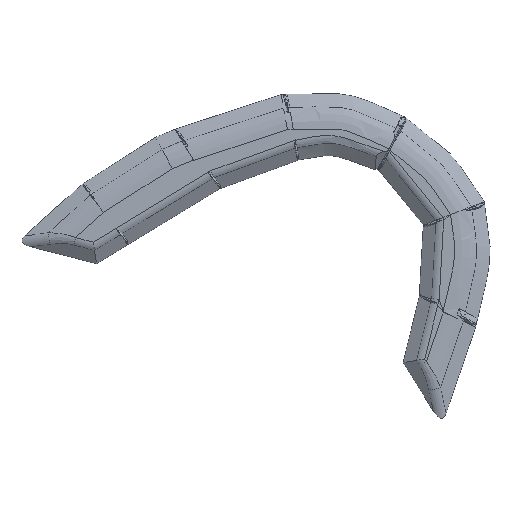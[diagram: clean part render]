
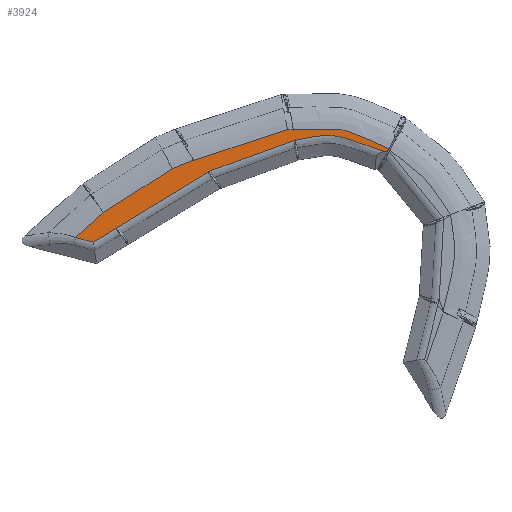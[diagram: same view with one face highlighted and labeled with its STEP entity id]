
A CAD part, top view. The second image highlights one B-rep face of the part: STEP entity #3924.
In plain terms, the highlighted planar face has unit normal (0, 0, 1).
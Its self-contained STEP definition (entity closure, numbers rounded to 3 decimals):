
#431=FACE_OUTER_BOUND('',#653,.T.);
#653=EDGE_LOOP('',(#3460,#3461,#3462,#3463,#3464,#3465,#3466,#3467,#3468,
#3469,#3470,#3471,#3472,#3473,#3474,#3475,#3476,#3477,#3478));
#778=B_SPLINE_CURVE_WITH_KNOTS('',3,(#6509,#6510,#6511,#6512,#6513,#6514),
 .UNSPECIFIED.,.F.,.F.,(4,2,4),(0.177,0.221,0.397),
 .UNSPECIFIED.);
#876=B_SPLINE_CURVE_WITH_KNOTS('',3,(#8587,#8588,#8589,#8590,#8591,#8592,
#8593,#8594,#8595,#8596,#8597,#8598,#8599,#8600,#8601,#8602),
 .UNSPECIFIED.,.F.,.F.,(4,1,1,1,1,1,1,1,1,1,1,1,1,4),(0.175,
0.621,1.175,1.452,1.729,1.867,
2.006,2.144,2.283,2.421,2.559,
2.836,3.39,3.906),.UNSPECIFIED.);
#882=B_SPLINE_CURVE_WITH_KNOTS('',3,(#8903,#8904,#8905,#8906,#8907,#8908,
#8909,#8910,#8911,#8912,#8913,#8914),.UNSPECIFIED.,.F.,.F.,(4,2,1,1,1,1,
1,1,4),(-0.083,0.,0.675,1.349,2.024,
2.108,2.361,2.698,3.365),
 .UNSPECIFIED.);
#884=B_SPLINE_CURVE_WITH_KNOTS('',3,(#8953,#8954,#8955,#8956),
 .UNSPECIFIED.,.F.,.F.,(4,4),(0.214,0.247),
 .UNSPECIFIED.);
#915=LINE('',#5865,#1187);
#924=LINE('',#6169,#1196);
#939=LINE('',#6912,#1211);
#942=LINE('',#6938,#1214);
#954=LINE('',#7187,#1226);
#1085=LINE('',#8231,#1357);
#1086=LINE('',#8234,#1358);
#1102=LINE('',#8586,#1374);
#1103=LINE('',#8608,#1375);
#1111=LINE('',#8647,#1383);
#1133=LINE('',#8726,#1405);
#1134=LINE('',#8768,#1406);
#1135=LINE('',#8916,#1407);
#1136=LINE('',#8958,#1408);
#1137=LINE('',#8959,#1409);
#1187=VECTOR('',#4254,10.);
#1196=VECTOR('',#4289,10.);
#1211=VECTOR('',#4348,10.);
#1214=VECTOR('',#4359,10.);
#1226=VECTOR('',#4395,10.);
#1357=VECTOR('',#4718,10.);
#1358=VECTOR('',#4723,10.);
#1374=VECTOR('',#4755,10.);
#1375=VECTOR('',#4760,10.);
#1383=VECTOR('',#4784,10.);
#1405=VECTOR('',#4854,10.);
#1406=VECTOR('',#4857,10.);
#1407=VECTOR('',#4864,10.);
#1408=VECTOR('',#4867,10.);
#1409=VECTOR('',#4868,10.);
#1508=VERTEX_POINT('',#5847);
#1509=VERTEX_POINT('',#5864);
#1533=VERTEX_POINT('',#6159);
#1536=VERTEX_POINT('',#6167);
#1557=VERTEX_POINT('',#6479);
#1558=VERTEX_POINT('',#6508);
#1586=VERTEX_POINT('',#6897);
#1587=VERTEX_POINT('',#6911);
#1594=VERTEX_POINT('',#6936);
#1612=VERTEX_POINT('',#7185);
#1750=VERTEX_POINT('',#8230);
#1760=VERTEX_POINT('',#8585);
#1761=VERTEX_POINT('',#8604);
#1763=VERTEX_POINT('',#8607);
#1770=VERTEX_POINT('',#8646);
#1781=VERTEX_POINT('',#8724);
#1782=VERTEX_POINT('',#8744);
#1783=VERTEX_POINT('',#8767);
#1785=VERTEX_POINT('',#8892);
#1899=EDGE_CURVE('',#1509,#1508,#915,.T.);
#1937=EDGE_CURVE('',#1536,#1533,#924,.T.);
#1968=EDGE_CURVE('',#1557,#1558,#778,.T.);
#2011=EDGE_CURVE('',#1586,#1587,#939,.T.);
#2020=EDGE_CURVE('',#1594,#1586,#942,.T.);
#2049=EDGE_CURVE('',#1612,#1557,#954,.T.);
#2272=EDGE_CURVE('',#1587,#1750,#1085,.T.);
#2274=EDGE_CURVE('',#1612,#1750,#1086,.T.);
#2298=EDGE_CURVE('',#1760,#1558,#1102,.T.);
#2299=EDGE_CURVE('',#1760,#1508,#876,.T.);
#2301=EDGE_CURVE('',#1763,#1761,#1103,.T.);
#2313=EDGE_CURVE('',#1770,#1594,#1111,.T.);
#2347=EDGE_CURVE('',#1781,#1770,#1133,.T.);
#2349=EDGE_CURVE('',#1783,#1782,#1134,.T.);
#2355=EDGE_CURVE('',#1785,#1782,#882,.T.);
#2356=EDGE_CURVE('',#1783,#1781,#1135,.T.);
#2358=EDGE_CURVE('',#1509,#1536,#884,.T.);
#2359=EDGE_CURVE('',#1763,#1785,#1136,.T.);
#2360=EDGE_CURVE('',#1533,#1761,#1137,.T.);
#3460=ORIENTED_EDGE('',*,*,#1937,.F.);
#3461=ORIENTED_EDGE('',*,*,#2358,.F.);
#3462=ORIENTED_EDGE('',*,*,#1899,.T.);
#3463=ORIENTED_EDGE('',*,*,#2299,.F.);
#3464=ORIENTED_EDGE('',*,*,#2298,.T.);
#3465=ORIENTED_EDGE('',*,*,#1968,.F.);
#3466=ORIENTED_EDGE('',*,*,#2049,.F.);
#3467=ORIENTED_EDGE('',*,*,#2274,.T.);
#3468=ORIENTED_EDGE('',*,*,#2272,.F.);
#3469=ORIENTED_EDGE('',*,*,#2011,.F.);
#3470=ORIENTED_EDGE('',*,*,#2020,.F.);
#3471=ORIENTED_EDGE('',*,*,#2313,.F.);
#3472=ORIENTED_EDGE('',*,*,#2347,.F.);
#3473=ORIENTED_EDGE('',*,*,#2356,.F.);
#3474=ORIENTED_EDGE('',*,*,#2349,.T.);
#3475=ORIENTED_EDGE('',*,*,#2355,.F.);
#3476=ORIENTED_EDGE('',*,*,#2359,.F.);
#3477=ORIENTED_EDGE('',*,*,#2301,.T.);
#3478=ORIENTED_EDGE('',*,*,#2360,.F.);
#3650=PLANE('',#4168);
#3924=ADVANCED_FACE('',(#431),#3650,.T.);
#4168=AXIS2_PLACEMENT_3D('',#8957,#4865,#4866);
#4254=DIRECTION('',(0.47,0.883,0.));
#4289=DIRECTION('',(-0.471,-0.882,0.));
#4348=DIRECTION('',(0.844,0.537,0.));
#4359=DIRECTION('',(0.743,0.669,0.));
#4395=DIRECTION('',(0.95,0.311,0.));
#4718=DIRECTION('',(0.925,0.381,0.));
#4723=DIRECTION('',(-0.52,0.854,0.));
#4755=DIRECTION('',(-0.179,0.984,0.));
#4760=DIRECTION('',(0.47,0.883,0.));
#4784=DIRECTION('',(-0.968,0.251,0.));
#4854=DIRECTION('',(-0.854,-0.52,0.));
#4857=DIRECTION('',(0.179,-0.984,0.));
#4864=DIRECTION('',(-0.94,-0.342,0.));
#4865=DIRECTION('center_axis',(0.,0.,
1.));
#4866=DIRECTION('ref_axis',(-0.423,-0.906,0.));
#4867=DIRECTION('',(-0.985,-0.175,0.));
#4868=DIRECTION('',(-0.628,0.778,0.));
#5847=CARTESIAN_POINT('',(49.009,54.535,3.978));
#5864=CARTESIAN_POINT('',(48.937,54.398,3.978));
#5865=CARTESIAN_POINT('',(44.937,46.878,3.978));
#6159=CARTESIAN_POINT('',(48.991,53.818,3.978));
#6167=CARTESIAN_POINT('',(49.195,54.201,3.978));
#6169=CARTESIAN_POINT('',(110.916,169.807,3.978));
#6479=CARTESIAN_POINT('',(10.949,61.651,3.978));
#6508=CARTESIAN_POINT('',(13.146,61.757,3.978));
#6509=CARTESIAN_POINT('Ctrl Pts',(10.949,61.651,3.978));
#6510=CARTESIAN_POINT('Ctrl Pts',(11.097,61.658,3.978));
#6511=CARTESIAN_POINT('Ctrl Pts',(11.246,61.665,3.978));
#6512=CARTESIAN_POINT('Ctrl Pts',(11.979,61.701,3.978));
#6513=CARTESIAN_POINT('Ctrl Pts',(12.562,61.729,3.978));
#6514=CARTESIAN_POINT('Ctrl Pts',(13.146,61.757,3.978));
#6897=CARTESIAN_POINT('',(-58.072,30.618,3.978));
#6911=CARTESIAN_POINT('',(-32.315,47.014,3.978));
#6912=CARTESIAN_POINT('',(245.723,224.001,3.978));
#6936=CARTESIAN_POINT('',(-68.595,21.14,3.978));
#6938=CARTESIAN_POINT('',(187.371,251.688,3.978));
#7185=CARTESIAN_POINT('',(-24.284,50.114,3.978));
#7187=CARTESIAN_POINT('',(324.11,164.2,3.978));
#8230=CARTESIAN_POINT('',(-24.386,50.281,3.978));
#8231=CARTESIAN_POINT('',(299.974,183.953,3.978));
#8234=CARTESIAN_POINT('',(-31.353,61.735,3.978));
#8585=CARTESIAN_POINT('',(13.146,61.755,3.978));
#8586=CARTESIAN_POINT('',(15.233,50.273,3.978));
#8587=CARTESIAN_POINT('Ctrl Pts',(13.146,61.755,3.978));
#8588=CARTESIAN_POINT('Ctrl Pts',(14.63,61.823,3.978));
#8589=CARTESIAN_POINT('Ctrl Pts',(17.957,61.964,3.978));
#8590=CARTESIAN_POINT('Ctrl Pts',(22.21,62.094,3.978));
#8591=CARTESIAN_POINT('Ctrl Pts',(25.903,62.103,3.978));
#8592=CARTESIAN_POINT('Ctrl Pts',(28.21,62.025,3.978));
#8593=CARTESIAN_POINT('Ctrl Pts',(30.049,61.854,3.978));
#8594=CARTESIAN_POINT('Ctrl Pts',(31.418,61.64,3.978));
#8595=CARTESIAN_POINT('Ctrl Pts',(32.766,61.321,3.978));
#8596=CARTESIAN_POINT('Ctrl Pts',(34.091,60.92,3.978));
#8597=CARTESIAN_POINT('Ctrl Pts',(35.399,60.464,3.978));
#8598=CARTESIAN_POINT('Ctrl Pts',(37.125,59.809,3.978));
#8599=CARTESIAN_POINT('Ctrl Pts',(40.112,58.577,3.978));
#8600=CARTESIAN_POINT('Ctrl Pts',(44.213,56.753,3.978));
#8601=CARTESIAN_POINT('Ctrl Pts',(47.45,55.26,3.978));
#8602=CARTESIAN_POINT('Ctrl Pts',(49.009,54.535,3.978));
#8604=CARTESIAN_POINT('',(48.772,54.089,3.978));
#8607=CARTESIAN_POINT('',(48.517,53.609,3.978));
#8608=CARTESIAN_POINT('',(44.937,46.878,3.978));
#8646=CARTESIAN_POINT('',(-61.92,19.408,3.978));
#8647=CARTESIAN_POINT('',(275.153,-68.038,3.978));
#8724=CARTESIAN_POINT('',(-17.793,46.249,3.978));
#8726=CARTESIAN_POINT('',(264.082,217.698,3.978));
#8744=CARTESIAN_POINT('',(13.889,57.67,3.978));
#8767=CARTESIAN_POINT('',(13.87,57.773,3.978));
#8768=CARTESIAN_POINT('',(15.233,50.273,3.978));
#8892=CARTESIAN_POINT('',(47.23,53.38,3.978));
#8903=CARTESIAN_POINT('Ctrl Pts',(47.23,53.38,3.978));
#8904=CARTESIAN_POINT('Ctrl Pts',(46.974,53.48,3.978));
#8905=CARTESIAN_POINT('Ctrl Pts',(46.717,53.578,3.978));
#8906=CARTESIAN_POINT('Ctrl Pts',(44.366,54.491,3.978));
#8907=CARTESIAN_POINT('Ctrl Pts',(40.155,56.075,3.978));
#8908=CARTESIAN_POINT('Ctrl Pts',(33.822,58.369,3.978));
#8909=CARTESIAN_POINT('Ctrl Pts',(29.122,59.381,3.978));
#8910=CARTESIAN_POINT('Ctrl Pts',(25.745,59.467,3.978));
#8911=CARTESIAN_POINT('Ctrl Pts',(23.492,59.378,3.978));
#8912=CARTESIAN_POINT('Ctrl Pts',(19.336,58.81,3.978));
#8913=CARTESIAN_POINT('Ctrl Pts',(16.058,58.134,3.978));
#8914=CARTESIAN_POINT('Ctrl Pts',(13.889,57.67,3.978));
#8916=CARTESIAN_POINT('',(312.314,166.398,3.978));
#8953=CARTESIAN_POINT('Ctrl Pts',(48.937,54.398,3.978));
#8954=CARTESIAN_POINT('Ctrl Pts',(49.023,54.332,3.978));
#8955=CARTESIAN_POINT('Ctrl Pts',(49.109,54.267,3.978));
#8956=CARTESIAN_POINT('Ctrl Pts',(49.195,54.201,3.978));
#8957=CARTESIAN_POINT('Origin',(453.466,120.231,3.978));
#8958=CARTESIAN_POINT('',(247.618,89.029,3.978));
#8959=CARTESIAN_POINT('',(144.844,-64.87,3.978));
